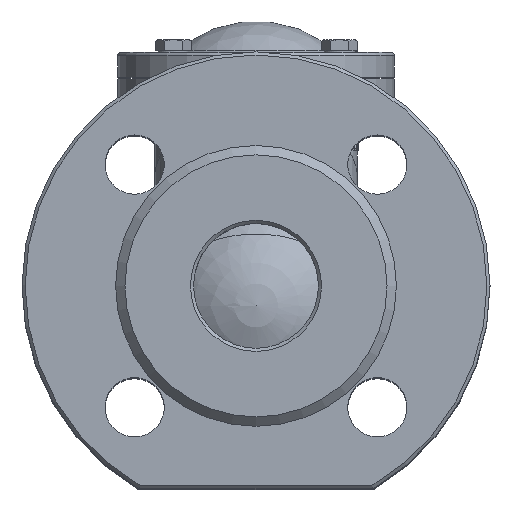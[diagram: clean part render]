
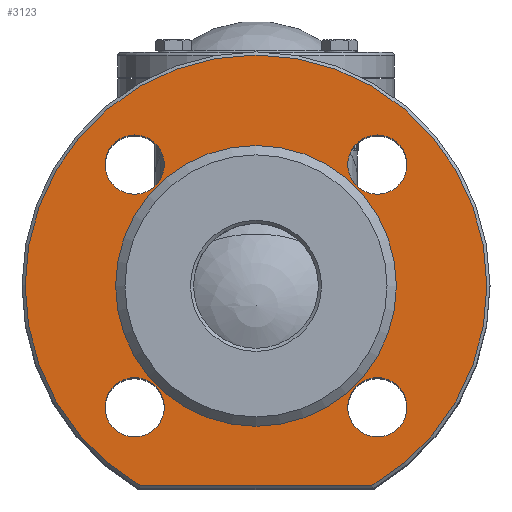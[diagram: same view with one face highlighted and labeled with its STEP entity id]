
A CAD part, top view. The second image highlights one B-rep face of the part: STEP entity #3123.
In plain terms, the highlighted planar face has unit normal (0, 0, 1).
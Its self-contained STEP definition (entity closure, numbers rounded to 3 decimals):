
#405=LINE('',#7012,#539);
#539=VECTOR('',#4023,10.);
#637=FACE_BOUND('',#1081,.T.);
#638=FACE_BOUND('',#1082,.T.);
#639=FACE_BOUND('',#1083,.T.);
#640=FACE_BOUND('',#1084,.T.);
#641=FACE_BOUND('',#1085,.T.);
#700=PLANE('',#3444);
#865=FACE_OUTER_BOUND('',#1080,.T.);
#1080=EDGE_LOOP('',(#2739,#2740));
#1081=EDGE_LOOP('',(#2741));
#1082=EDGE_LOOP('',(#2742));
#1083=EDGE_LOOP('',(#2743));
#1084=EDGE_LOOP('',(#2744));
#1085=EDGE_LOOP('',(#2745));
#1210=CIRCLE('',#3443,74.);
#1211=CIRCLE('',#3445,45.);
#1212=CIRCLE('',#3446,9.5);
#1213=CIRCLE('',#3447,9.5);
#1214=CIRCLE('',#3448,9.5);
#1215=CIRCLE('',#3449,9.5);
#1488=VERTEX_POINT('',#7006);
#1489=VERTEX_POINT('',#7011);
#1490=VERTEX_POINT('',#7020);
#1491=VERTEX_POINT('',#7022);
#1492=VERTEX_POINT('',#7024);
#1493=VERTEX_POINT('',#7026);
#1494=VERTEX_POINT('',#7028);
#1909=EDGE_CURVE('',#1488,#1489,#405,.T.);
#1911=EDGE_CURVE('',#1489,#1488,#1210,.T.);
#1912=EDGE_CURVE('',#1490,#1490,#1211,.T.);
#1913=EDGE_CURVE('',#1491,#1491,#1212,.T.);
#1914=EDGE_CURVE('',#1492,#1492,#1213,.T.);
#1915=EDGE_CURVE('',#1493,#1493,#1214,.T.);
#1916=EDGE_CURVE('',#1494,#1494,#1215,.T.);
#2739=ORIENTED_EDGE('',*,*,#1909,.F.);
#2740=ORIENTED_EDGE('',*,*,#1911,.F.);
#2741=ORIENTED_EDGE('',*,*,#1912,.F.);
#2742=ORIENTED_EDGE('',*,*,#1913,.F.);
#2743=ORIENTED_EDGE('',*,*,#1914,.F.);
#2744=ORIENTED_EDGE('',*,*,#1915,.F.);
#2745=ORIENTED_EDGE('',*,*,#1916,.F.);
#3123=ADVANCED_FACE('',(#865,#637,#638,#639,#640,#641),#700,.F.);
#3443=AXIS2_PLACEMENT_3D('',#7018,#4026,#4027);
#3444=AXIS2_PLACEMENT_3D('',#7019,#4028,#4029);
#3445=AXIS2_PLACEMENT_3D('',#7021,#4030,#4031);
#3446=AXIS2_PLACEMENT_3D('',#7023,#4032,#4033);
#3447=AXIS2_PLACEMENT_3D('',#7025,#4034,#4035);
#3448=AXIS2_PLACEMENT_3D('',#7027,#4036,#4037);
#3449=AXIS2_PLACEMENT_3D('',#7029,#4038,#4039);
#4023=DIRECTION('',(-1.,0.,0.));
#4026=DIRECTION('center_axis',(0.,0.,-1.));
#4027=DIRECTION('ref_axis',(-1.,0.,0.));
#4028=DIRECTION('center_axis',(0.,0.,-1.));
#4029=DIRECTION('ref_axis',(-1.,0.,0.));
#4030=DIRECTION('center_axis',(0.,0.,1.));
#4031=DIRECTION('ref_axis',(-1.,0.,0.));
#4032=DIRECTION('center_axis',(0.,0.,1.));
#4033=DIRECTION('ref_axis',(1.,0.,0.));
#4034=DIRECTION('center_axis',(0.,0.,1.));
#4035=DIRECTION('ref_axis',(1.,0.,0.));
#4036=DIRECTION('center_axis',(0.,0.,1.));
#4037=DIRECTION('ref_axis',(1.,0.,0.));
#4038=DIRECTION('center_axis',(0.,0.,1.));
#4039=DIRECTION('ref_axis',(1.,0.,0.));
#7006=CARTESIAN_POINT('',(37.148,-64.,106.5));
#7011=CARTESIAN_POINT('',(-37.148,-64.,106.5));
#7012=CARTESIAN_POINT('',(18.708,-64.,106.5));
#7018=CARTESIAN_POINT('Origin',(0.,0.,106.5));
#7019=CARTESIAN_POINT('Origin',(0.,5.,106.5));
#7020=CARTESIAN_POINT('',(45.,0.,106.5));
#7021=CARTESIAN_POINT('Origin',(0.,0.,106.5));
#7022=CARTESIAN_POINT('',(-48.391,-38.891,106.5));
#7023=CARTESIAN_POINT('Origin',(-38.891,-38.891,106.5));
#7024=CARTESIAN_POINT('',(29.391,-38.891,106.5));
#7025=CARTESIAN_POINT('Origin',(38.891,-38.891,106.5));
#7026=CARTESIAN_POINT('',(29.391,38.891,106.5));
#7027=CARTESIAN_POINT('Origin',(38.891,38.891,106.5));
#7028=CARTESIAN_POINT('',(-48.391,38.891,106.5));
#7029=CARTESIAN_POINT('Origin',(-38.891,38.891,106.5));
